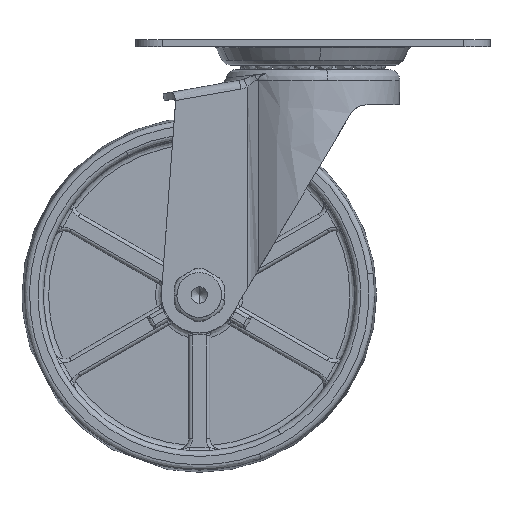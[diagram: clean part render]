
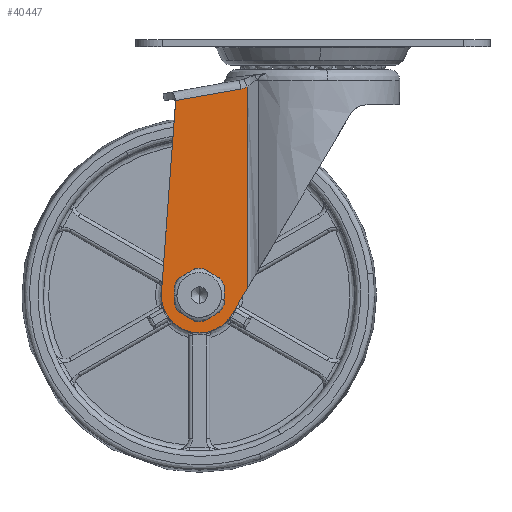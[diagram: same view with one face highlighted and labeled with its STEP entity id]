
A CAD part, front view. The second image highlights one B-rep face of the part: STEP entity #40447.
In plain terms, the highlighted free-form (B-spline) face has degree [1, 1] with [2, 2] control points.
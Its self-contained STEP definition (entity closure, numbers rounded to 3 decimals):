
#35793=CARTESIAN_POINT('',(-28.028,-18.0,-70.472));
#35794=VERTEX_POINT('',#35793);
#35800=CARTESIAN_POINT('',(-32.0,-18.0,-66.));
#35801=VERTEX_POINT('',#35800);
#35802=CARTESIAN_POINT('',(-28.028,-18.0,-70.472));
#35803=CARTESIAN_POINT('',(-28.,-18.,-70.237));
#35804=CARTESIAN_POINT('',(-28.,-18.0,-70.0));
#35805=CARTESIAN_POINT('',(-28.,-18.,-66.));
#35806=CARTESIAN_POINT('',(-32.0,-18.0,-66.));
#35814=(BOUNDED_CURVE()B_SPLINE_CURVE(2,(#35802,#35803,#35804,#35805,#35806),.UNSPECIFIED.,.F.,.U.)B_SPLINE_CURVE_WITH_KNOTS((3,2,3),(0.23,0.25,0.5),.UNSPECIFIED.)CURVE()GEOMETRIC_REPRESENTATION_ITEM()RATIONAL_B_SPLINE_CURVE((0.956,0.976,1.0,0.707,1.0))REPRESENTATION_ITEM(''));
#35815=EDGE_CURVE('',#35794,#35801,#35814,.T.);
#35817=CARTESIAN_POINT('',(-35.993,-18.0,-69.756));
#35818=VERTEX_POINT('',#35817);
#35819=CARTESIAN_POINT('',(-32.0,-18.0,-66.));
#35820=CARTESIAN_POINT('',(-35.763,-18.0,-66.));
#35821=CARTESIAN_POINT('',(-35.993,-18.0,-69.756));
#35829=(BOUNDED_CURVE()B_SPLINE_CURVE(2,(#35819,#35820,#35821),.UNSPECIFIED.,.F.,.U.)B_SPLINE_CURVE_WITH_KNOTS((3,3),(0.5,0.739),.UNSPECIFIED.)CURVE()GEOMETRIC_REPRESENTATION_ITEM()RATIONAL_B_SPLINE_CURVE((1.0,0.72,0.976))REPRESENTATION_ITEM(''));
#35830=EDGE_CURVE('',#35801,#35818,#35829,.T.);
#35904=CARTESIAN_POINT('',(-32.0,-18.0,-74.));
#35905=VERTEX_POINT('',#35904);
#35906=CARTESIAN_POINT('',(-35.993,-18.,-69.756));
#35907=CARTESIAN_POINT('',(-36.,-18.,-69.878));
#35908=CARTESIAN_POINT('',(-36.,-18.0,-70.0));
#35909=CARTESIAN_POINT('',(-36.,-18.,-74.));
#35910=CARTESIAN_POINT('',(-32.0,-18.0,-74.));
#35918=(BOUNDED_CURVE()B_SPLINE_CURVE(2,(#35906,#35907,#35908,#35909,#35910),.UNSPECIFIED.,.F.,.U.)B_SPLINE_CURVE_WITH_KNOTS((3,2,3),(0.739,0.75,1.0),.UNSPECIFIED.)CURVE()GEOMETRIC_REPRESENTATION_ITEM()RATIONAL_B_SPLINE_CURVE((0.976,0.988,1.0,0.707,1.0))REPRESENTATION_ITEM(''));
#35919=EDGE_CURVE('',#35818,#35905,#35918,.T.);
#35921=CARTESIAN_POINT('',(-32.0,-18.0,-74.));
#35922=CARTESIAN_POINT('',(-28.447,-18.,-74.));
#35923=CARTESIAN_POINT('',(-28.028,-18.0,-70.472));
#35931=(BOUNDED_CURVE()B_SPLINE_CURVE(2,(#35921,#35922,#35923),.UNSPECIFIED.,.F.,.U.)B_SPLINE_CURVE_WITH_KNOTS((3,3),(0.0,0.23),.UNSPECIFIED.)CURVE()GEOMETRIC_REPRESENTATION_ITEM()RATIONAL_B_SPLINE_CURVE((1.0,0.731,0.956))REPRESENTATION_ITEM(''));
#35932=EDGE_CURVE('',#35905,#35794,#35931,.T.);
#37514=CARTESIAN_POINT('',(-20.241,-18.0,-11.917));
#37515=VERTEX_POINT('',#37514);
#37529=CARTESIAN_POINT('',(-18.473,-18.0,-11.384));
#37530=VERTEX_POINT('',#37529);
#37531=CARTESIAN_POINT('',(-18.473,-18.0,-11.384));
#37532=CARTESIAN_POINT('',(-18.615,-18.0,-11.445));
#37533=CARTESIAN_POINT('',(-18.758,-18.0,-11.502));
#37534=CARTESIAN_POINT('',(-19.048,-18.0,-11.609));
#37535=CARTESIAN_POINT('',(-19.195,-18.0,-11.658));
#37536=CARTESIAN_POINT('',(-19.637,-18.0,-11.791));
#37537=CARTESIAN_POINT('',(-19.937,-18.0,-11.863));
#37538=CARTESIAN_POINT('',(-20.241,-18.0,-11.917));
#37539=B_SPLINE_CURVE_WITH_KNOTS('',3,(#37531,#37532,#37533,#37534,#37535,#37536,#37537,#37538),.UNSPECIFIED.,.F.,.U.,(4,2,2,4),(0.0,0.25,0.5,1.0),.UNSPECIFIED.);
#37540=EDGE_CURVE('',#37530,#37515,#37539,.T.);
#37706=CARTESIAN_POINT('',(-38.656,-18.0,-15.164));
#37707=VERTEX_POINT('',#37706);
#37723=CARTESIAN_POINT('',(-20.241,-18.0,-11.917));
#37724=CARTESIAN_POINT('',(-38.656,-18.0,-15.164));
#37725=QUASI_UNIFORM_CURVE('',1,(#37723,#37724),.UNSPECIFIED.,.F.,.U.);
#37726=EDGE_CURVE('',#37515,#37707,#37725,.T.);
#39148=CARTESIAN_POINT('',(-18.473,-18.0,-68.151));
#39149=VERTEX_POINT('',#39148);
#39150=CARTESIAN_POINT('',(-18.473,-18.0,-68.151));
#39151=CARTESIAN_POINT('',(-18.473,-18.0,-11.384));
#39152=QUASI_UNIFORM_CURVE('',1,(#39150,#39151),.UNSPECIFIED.,.F.,.U.);
#39153=EDGE_CURVE('',#39149,#37530,#39152,.T.);
#39895=CARTESIAN_POINT('',(-42.671,-18.0,-69.207));
#39896=VERTEX_POINT('',#39895);
#39919=CARTESIAN_POINT('',(-22.791,-18.0,-75.449));
#39920=VERTEX_POINT('',#39919);
#39926=CARTESIAN_POINT('',(-42.671,-18.0,-69.207));
#39927=CARTESIAN_POINT('',(-43.299,-18.,-77.667));
#39928=CARTESIAN_POINT('',(-35.205,-18.0,-80.209));
#39929=CARTESIAN_POINT('',(-27.111,-18.,-82.75));
#39930=CARTESIAN_POINT('',(-22.791,-18.0,-75.449));
#39938=(BOUNDED_CURVE()B_SPLINE_CURVE(2,(#39926,#39927,#39928,#39929,#39930),.UNSPECIFIED.,.F.,.U.)B_SPLINE_CURVE_WITH_KNOTS((3,2,3),(0.0,0.5,1.0),.UNSPECIFIED.)CURVE()GEOMETRIC_REPRESENTATION_ITEM()RATIONAL_B_SPLINE_CURVE((1.0,0.784,1.0,0.784,1.0))REPRESENTATION_ITEM(''));
#39939=EDGE_CURVE('',#39896,#39920,#39938,.T.);
#40328=CARTESIAN_POINT('',(-42.671,-18.0,-69.207));
#40329=CARTESIAN_POINT('',(-38.656,-18.0,-15.164));
#40330=QUASI_UNIFORM_CURVE('',1,(#40328,#40329),.UNSPECIFIED.,.F.,.U.);
#40331=EDGE_CURVE('',#39896,#37707,#40330,.T.);
#40351=CARTESIAN_POINT('',(-18.473,-18.0,-68.151));
#40352=CARTESIAN_POINT('',(-22.791,-18.0,-75.449));
#40353=QUASI_UNIFORM_CURVE('',1,(#40351,#40352),.UNSPECIFIED.,.F.,.U.);
#40354=EDGE_CURVE('',#39149,#39920,#40353,.T.);
#40428=CARTESIAN_POINT('',(-43.909,-18.0,-84.155));
#40429=CARTESIAN_POINT('',(-17.263,-18.0,-84.155));
#40430=CARTESIAN_POINT('',(-43.909,-18.0,-7.922));
#40431=CARTESIAN_POINT('',(-17.263,-18.0,-7.922));
#40432=B_SPLINE_SURFACE_WITH_KNOTS('',1,1,((#40428,#40430),(#40429,#40431)),.UNSPECIFIED.,.F.,.F.,.U.,(2,2),(2,2),(0.0,26.646),(0.0,76.233),.UNSPECIFIED.);
#40433=ORIENTED_EDGE('',*,*,#39153,.T.);
#40434=ORIENTED_EDGE('',*,*,#37540,.T.);
#40435=ORIENTED_EDGE('',*,*,#37726,.T.);
#40436=ORIENTED_EDGE('',*,*,#40331,.F.);
#40437=ORIENTED_EDGE('',*,*,#39939,.T.);
#40438=ORIENTED_EDGE('',*,*,#40354,.F.);
#40439=EDGE_LOOP('',(#40433,#40434,#40435,#40436,#40437,#40438));
#40440=FACE_OUTER_BOUND('',#40439,.T.);
#40441=ORIENTED_EDGE('',*,*,#35830,.F.);
#40442=ORIENTED_EDGE('',*,*,#35815,.F.);
#40443=ORIENTED_EDGE('',*,*,#35932,.F.);
#40444=ORIENTED_EDGE('',*,*,#35919,.F.);
#40445=EDGE_LOOP('',(#40441,#40442,#40443,#40444));
#40446=FACE_BOUND('',#40445,.T.);
#40447=ADVANCED_FACE('',(#40440,#40446),#40432,.T.);
